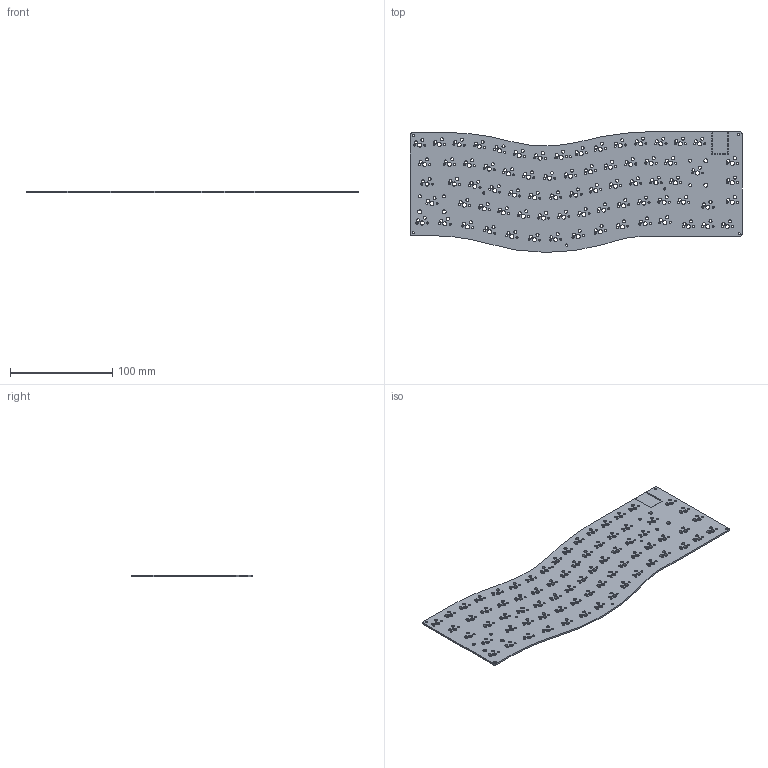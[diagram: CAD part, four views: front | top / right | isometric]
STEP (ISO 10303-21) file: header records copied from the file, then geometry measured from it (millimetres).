
FILE_DESCRIPTION(('KiCad electronic assembly'),'2;1');
FILE_NAME('mars74g.step','2025-02-19T11:02:18',('Pcbnew'),('Kicad'), 'Open CASCADE STEP processor 7.8','KiCad to STEP converter','Unknown' );
FILE_SCHEMA(('AUTOMOTIVE_DESIGN { 1 0 10303 214 1 1 1 1 }'));
Length unit declared in the file: millimetre
Products named in the file (2): mars74g 1; _autosave-mars74g_PCB
Assembly tree (1 placements, depth 2):
  mars74g 1
    _autosave-mars74g_PCB
Bounding box: 324.65 x 118.09 x 1.6 mm (x, y, z)
Volume: 49550.3 mm3; surface area: 68837.1 mm2
Topology: 1 solids, 1 shells, 428 faces, 1278 edges, 852 vertices
Faces by surface type: cylinder 419, plane 9
Full cylindrical faces by diameter (mm): 0.85 x23, 1.8 x4, 2 x144, 2.2 x8, 3 x148, 3.048 x2, 3.05 x2, 3.988 x2, 4 x76
Entity records: 16593 total; most frequent: DIRECTION 2976, CARTESIAN_POINT 2560, ORIENTED_EDGE 2556, EDGE_CURVE 1278, AXIS2_PLACEMENT_3D 1268, FACE_BOUND 1246, EDGE_LOOP 1246, VERTEX_POINT 852
